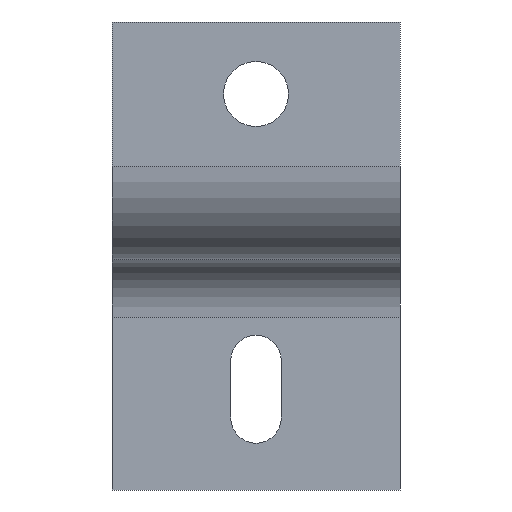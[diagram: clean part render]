
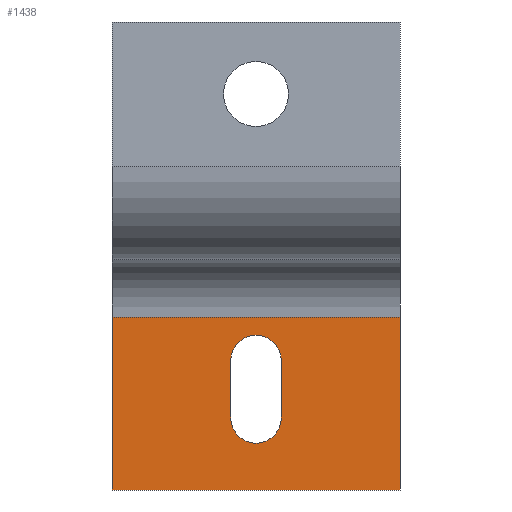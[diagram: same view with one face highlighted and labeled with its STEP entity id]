
A CAD part, front view. The second image highlights one B-rep face of the part: STEP entity #1438.
In plain terms, the highlighted planar face has unit normal (0, -1, 0).
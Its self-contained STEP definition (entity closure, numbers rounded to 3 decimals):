
#52 = VERTEX_POINT ( 'NONE', #1345 ) ;
#53 = DIRECTION ( 'NONE',  ( 0., 0., -1. ) ) ;
#132 = ORIENTED_EDGE ( 'NONE', *, *, #828, .F. ) ;
#136 = CARTESIAN_POINT ( 'NONE',  ( -20., 78., -37. ) ) ;
#152 = ORIENTED_EDGE ( 'NONE', *, *, #1605, .T. ) ;
#195 = LINE ( 'NONE', #1566, #1679 ) ;
#236 = EDGE_CURVE ( 'NONE', #2147, #52, #195, .T. ) ;
#246 = CIRCLE ( 'NONE', #1697, 3.5 ) ;
#273 = VERTEX_POINT ( 'NONE', #794 ) ;
#322 = CARTESIAN_POINT ( 'NONE',  ( -3.5, 78., -27. ) ) ;
#342 = EDGE_CURVE ( 'NONE', #1348, #273, #246, .T. ) ;
#368 = CARTESIAN_POINT ( 'NONE',  ( 3.5, 78., -19. ) ) ;
#433 = ORIENTED_EDGE ( 'NONE', *, *, #453, .F. ) ;
#437 = CARTESIAN_POINT ( 'NONE',  ( 0., 78., -19. ) ) ;
#453 = EDGE_CURVE ( 'NONE', #664, #1387, #2467, .T. ) ;
#495 = CARTESIAN_POINT ( 'NONE',  ( 20., 78., -13. ) ) ;
#528 = ORIENTED_EDGE ( 'NONE', *, *, #921, .F. ) ;
#576 = EDGE_LOOP ( 'NONE', ( #829, #994, #848, #528, #132 ) ) ;
#635 = EDGE_LOOP ( 'NONE', ( #152, #433, #1832, #1467 ) ) ;
#664 = VERTEX_POINT ( 'NONE', #2161 ) ;
#761 = CIRCLE ( 'NONE', #1610, 3.5 ) ;
#794 = CARTESIAN_POINT ( 'NONE',  ( -3.5, 78., -19. ) ) ;
#828 = EDGE_CURVE ( 'NONE', #1418, #1183, #1972, .T. ) ;
#829 = ORIENTED_EDGE ( 'NONE', *, *, #1726, .F. ) ;
#838 = DIRECTION ( 'NONE',  ( 0., -1., 0. ) ) ;
#848 = ORIENTED_EDGE ( 'NONE', *, *, #2074, .F. ) ;
#907 = LINE ( 'NONE', #2031, #1363 ) ;
#921 = EDGE_CURVE ( 'NONE', #1183, #1702, #2443, .T. ) ;
#963 = CARTESIAN_POINT ( 'NONE',  ( 0., 78., -27. ) ) ;
#994 = ORIENTED_EDGE ( 'NONE', *, *, #342, .F. ) ;
#1053 = DIRECTION ( 'NONE',  ( 0., 0., -1. ) ) ;
#1173 = DIRECTION ( 'NONE',  ( 0., 1., 0. ) ) ;
#1174 = VECTOR ( 'NONE', #53, 1000. ) ;
#1183 = VERTEX_POINT ( 'NONE', #2176 ) ;
#1230 = LINE ( 'NONE', #1948, #2234 ) ;
#1236 = FACE_BOUND ( 'NONE', #576, .T. ) ;
#1326 = LINE ( 'NONE', #2382, #1174 ) ;
#1331 = FACE_OUTER_BOUND ( 'NONE', #635, .T. ) ;
#1345 = CARTESIAN_POINT ( 'NONE',  ( -20., 78., -13. ) ) ;
#1348 = VERTEX_POINT ( 'NONE', #2294 ) ;
#1363 = VECTOR ( 'NONE', #1053, 1000. ) ;
#1367 = PLANE ( 'NONE',  #2024 ) ;
#1380 = DIRECTION ( 'NONE',  ( 0., -1., 0. ) ) ;
#1387 = VERTEX_POINT ( 'NONE', #136 ) ;
#1418 = VERTEX_POINT ( 'NONE', #322 ) ;
#1438 = ADVANCED_FACE ( 'NONE', ( #1236, #1331 ), #1367, .F. ) ;
#1467 = ORIENTED_EDGE ( 'NONE', *, *, #236, .T. ) ;
#1536 = VECTOR ( 'NONE', #2508, 1000. ) ;
#1566 = CARTESIAN_POINT ( 'NONE',  ( 20., 78., -13. ) ) ;
#1605 = EDGE_CURVE ( 'NONE', #52, #1387, #1326, .T. ) ;
#1610 = AXIS2_PLACEMENT_3D ( 'NONE', #2224, #2420, #1815 ) ;
#1641 = CARTESIAN_POINT ( 'NONE',  ( 3.5, 78., -19. ) ) ;
#1679 = VECTOR ( 'NONE', #2175, 1000. ) ;
#1697 = AXIS2_PLACEMENT_3D ( 'NONE', #437, #838, #2210 ) ;
#1702 = VERTEX_POINT ( 'NONE', #1641 ) ;
#1726 = EDGE_CURVE ( 'NONE', #273, #1418, #907, .T. ) ;
#1727 = CARTESIAN_POINT ( 'NONE',  ( 20., 78., 0. ) ) ;
#1742 = DIRECTION ( 'NONE',  ( 0., 0., 1. ) ) ;
#1815 = DIRECTION ( 'NONE',  ( 0., 0., 1. ) ) ;
#1832 = ORIENTED_EDGE ( 'NONE', *, *, #1981, .F. ) ;
#1840 = CARTESIAN_POINT ( 'NONE',  ( 20., 78., -37. ) ) ;
#1921 = DIRECTION ( 'NONE',  ( 0., 0., -1. ) ) ;
#1948 = CARTESIAN_POINT ( 'NONE',  ( 20., 78., 0. ) ) ;
#1949 = AXIS2_PLACEMENT_3D ( 'NONE', #963, #1380, #2341 ) ;
#1972 = CIRCLE ( 'NONE', #1949, 3.5 ) ;
#1981 = EDGE_CURVE ( 'NONE', #2147, #664, #1230, .T. ) ;
#2024 = AXIS2_PLACEMENT_3D ( 'NONE', #1727, #1173, #1742 ) ;
#2031 = CARTESIAN_POINT ( 'NONE',  ( -3.5, 78., -19. ) ) ;
#2074 = EDGE_CURVE ( 'NONE', #1702, #1348, #761, .T. ) ;
#2129 = VECTOR ( 'NONE', #2423, 1000. ) ;
#2147 = VERTEX_POINT ( 'NONE', #495 ) ;
#2161 = CARTESIAN_POINT ( 'NONE',  ( 20., 78., -37. ) ) ;
#2175 = DIRECTION ( 'NONE',  ( -1., 0., 0. ) ) ;
#2176 = CARTESIAN_POINT ( 'NONE',  ( 3.5, 78., -27. ) ) ;
#2210 = DIRECTION ( 'NONE',  ( 0., 0., 1. ) ) ;
#2224 = CARTESIAN_POINT ( 'NONE',  ( 0., 78., -19. ) ) ;
#2234 = VECTOR ( 'NONE', #1921, 1000. ) ;
#2294 = CARTESIAN_POINT ( 'NONE',  ( 0., 78., -15.5 ) ) ;
#2341 = DIRECTION ( 'NONE',  ( 0., 0., 1. ) ) ;
#2382 = CARTESIAN_POINT ( 'NONE',  ( -20., 78., 0. ) ) ;
#2420 = DIRECTION ( 'NONE',  ( 0., -1., 0. ) ) ;
#2423 = DIRECTION ( 'NONE',  ( -1., 0., 0. ) ) ;
#2443 = LINE ( 'NONE', #368, #1536 ) ;
#2467 = LINE ( 'NONE', #1840, #2129 ) ;
#2508 = DIRECTION ( 'NONE',  ( 0., 0., 1. ) ) ;
